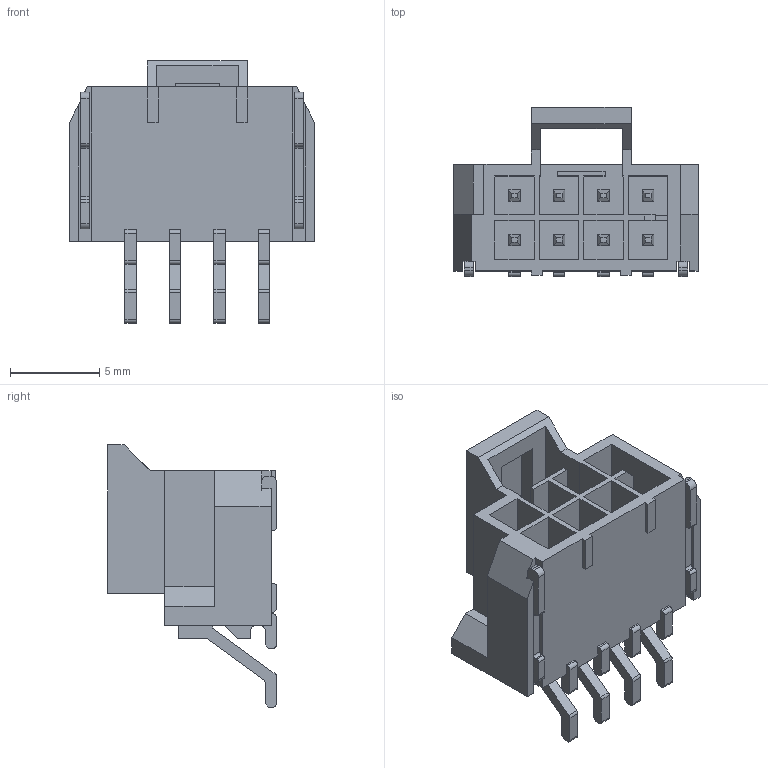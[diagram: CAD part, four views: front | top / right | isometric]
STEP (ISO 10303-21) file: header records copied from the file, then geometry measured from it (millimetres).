
FILE_DESCRIPTION(/* description */ (''),/* implementation_level */ '2;1');
FILE_NAME(/* name */ '1054051108 v3.step',/* time_stamp */ '2023-08-24T14:37:01-04:00',/* author */ (''),/* organization */ (''),/* preprocessor_version */ 'ST-DEVELOPER v20',/* originating_system */ 'Autodesk Translation Framework v12.9.0.99',/* authorisation */ '');
FILE_SCHEMA (('AUTOMOTIVE_DESIGN { 1 0 10303 214 3 1 1 }'));
Length unit declared in the file: millimetre
Products named in the file (1): 1054051108
Bounding box: 13.74 x 9.49 x 14.74 mm (x, y, z)
Volume: 492.8 mm3; surface area: 1312.6 mm2
Topology: 1 solids, 1 shells, 316 faces, 848 edges, 553 vertices
Faces by surface type: plane 274, cylinder 42
Entity records: 9863 total; most frequent: CARTESIAN_POINT 1718, ORIENTED_EDGE 1696, DIRECTION 1566, EDGE_CURVE 848, LINE 764, VECTOR 764, VERTEX_POINT 553, AXIS2_PLACEMENT_3D 401
